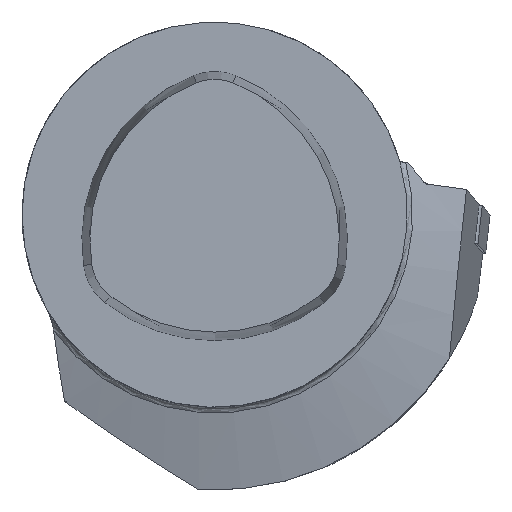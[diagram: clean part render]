
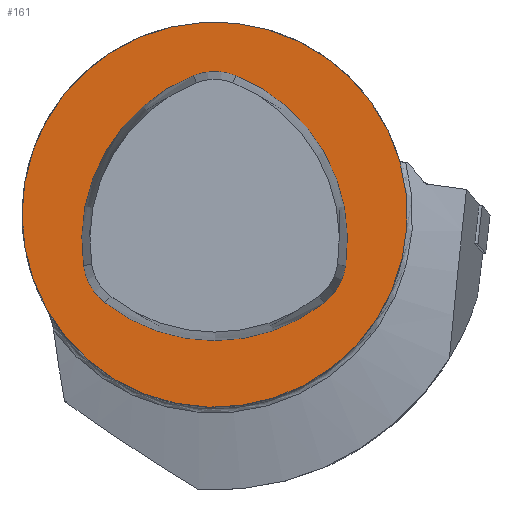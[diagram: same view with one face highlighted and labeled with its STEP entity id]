
A CAD part, top view. The second image highlights one B-rep face of the part: STEP entity #161.
In plain terms, the highlighted planar face has unit normal (0, 0, 1).
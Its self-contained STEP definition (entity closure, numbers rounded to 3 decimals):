
#113=FACE_BOUND('',#301,.T.);
#114=FACE_BOUND('',#302,.T.);
#161=ADVANCED_FACE('',(#113,#114),#207,.T.);
#207=PLANE('',#1087);
#301=EDGE_LOOP('',(#478));
#302=EDGE_LOOP('',(#479,#480,#481,#482,#483,#484));
#345=CIRCLE('',#1061,31.5);
#355=CIRCLE('',#1081,29.);
#356=CIRCLE('',#1082,9.4);
#357=CIRCLE('',#1083,29.);
#358=CIRCLE('',#1084,9.4);
#359=CIRCLE('',#1085,29.);
#360=CIRCLE('',#1086,9.4);
#478=ORIENTED_EDGE('',*,*,#772,.T.);
#479=ORIENTED_EDGE('',*,*,#798,.F.);
#480=ORIENTED_EDGE('',*,*,#799,.F.);
#481=ORIENTED_EDGE('',*,*,#800,.F.);
#482=ORIENTED_EDGE('',*,*,#801,.F.);
#483=ORIENTED_EDGE('',*,*,#802,.F.);
#484=ORIENTED_EDGE('',*,*,#803,.F.);
#681=VERTEX_POINT('',#1564);
#702=VERTEX_POINT('',#1660);
#703=VERTEX_POINT('',#1661);
#704=VERTEX_POINT('',#1663);
#705=VERTEX_POINT('',#1665);
#706=VERTEX_POINT('',#1667);
#707=VERTEX_POINT('',#1669);
#772=EDGE_CURVE('',#681,#681,#345,.T.);
#798=EDGE_CURVE('',#702,#703,#355,.T.);
#799=EDGE_CURVE('',#704,#702,#356,.T.);
#800=EDGE_CURVE('',#705,#704,#357,.T.);
#801=EDGE_CURVE('',#706,#705,#358,.T.);
#802=EDGE_CURVE('',#707,#706,#359,.T.);
#803=EDGE_CURVE('',#703,#707,#360,.T.);
#1061=AXIS2_PLACEMENT_3D('',#1563,#1211,#1212);
#1081=AXIS2_PLACEMENT_3D('',#1659,#1257,#1258);
#1082=AXIS2_PLACEMENT_3D('',#1662,#1259,#1260);
#1083=AXIS2_PLACEMENT_3D('',#1664,#1261,#1262);
#1084=AXIS2_PLACEMENT_3D('',#1666,#1263,#1264);
#1085=AXIS2_PLACEMENT_3D('',#1668,#1265,#1266);
#1086=AXIS2_PLACEMENT_3D('',#1670,#1267,#1268);
#1087=AXIS2_PLACEMENT_3D('',#1671,#1269,#1270);
#1211=DIRECTION('',(0.,0.,1.));
#1212=DIRECTION('',(-1.,0.,0.));
#1257=DIRECTION('',(0.,0.,1.));
#1258=DIRECTION('',(-1.,0.,0.));
#1259=DIRECTION('',(0.,0.,1.));
#1260=DIRECTION('',(-1.,0.,0.));
#1261=DIRECTION('',(0.,0.,1.));
#1262=DIRECTION('',(-1.,0.,0.));
#1263=DIRECTION('',(0.,0.,1.));
#1264=DIRECTION('',(-1.,0.,0.));
#1265=DIRECTION('',(0.,0.,1.));
#1266=DIRECTION('',(-1.,0.,0.));
#1267=DIRECTION('',(0.,0.,1.));
#1268=DIRECTION('',(-1.,0.,0.));
#1269=DIRECTION('',(0.,0.,1.));
#1270=DIRECTION('',(1.,0.,0.));
#1563=CARTESIAN_POINT('',(0.,0.,0.));
#1564=CARTESIAN_POINT('',(-31.5,0.,0.));
#1659=CARTESIAN_POINT('',(-7.275,-4.2,0.));
#1660=CARTESIAN_POINT('',(21.428,-8.343,0.));
#1661=CARTESIAN_POINT('',(3.489,22.729,0.));
#1662=CARTESIAN_POINT('',(12.124,-7.,0.));
#1663=CARTESIAN_POINT('',(17.939,-14.386,0.));
#1664=CARTESIAN_POINT('',(0.,8.4,0.));
#1665=CARTESIAN_POINT('',(-17.939,-14.386,0.));
#1666=CARTESIAN_POINT('',(-12.124,-7.,0.));
#1667=CARTESIAN_POINT('',(-21.428,-8.343,0.));
#1668=CARTESIAN_POINT('',(7.275,-4.2,0.));
#1669=CARTESIAN_POINT('',(-3.489,22.729,0.));
#1670=CARTESIAN_POINT('',(0.,14.,0.));
#1671=CARTESIAN_POINT('',(0.,0.,0.));
